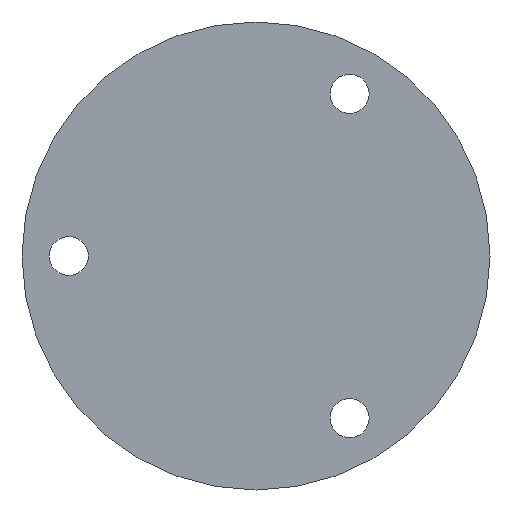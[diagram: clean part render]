
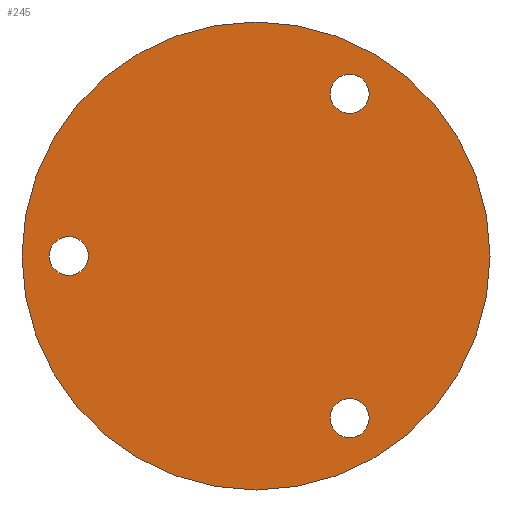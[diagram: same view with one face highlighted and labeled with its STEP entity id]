
A CAD part, front view. The second image highlights one B-rep face of the part: STEP entity #245.
In plain terms, the highlighted planar face has unit normal (0, -1, 0).
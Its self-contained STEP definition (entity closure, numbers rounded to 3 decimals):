
#13 = AXIS2_PLACEMENT_3D ( 'NONE', #261, #1256, #1114 ) ;
#35 = EDGE_CURVE ( 'NONE', #647, #809, #461, .T. ) ;
#41 = EDGE_CURVE ( 'NONE', #601, #320, #294, .T. ) ;
#45 = CARTESIAN_POINT ( 'NONE',  ( 0., -17.75, -75. ) ) ;
#56 = EDGE_CURVE ( 'NONE', #1168, #852, #254, .T. ) ;
#59 = EDGE_CURVE ( 'NONE', #338, #1080, #272, .T. ) ;
#69 = CIRCLE ( 'NONE', #232, 75. ) ;
#87 = FACE_BOUND ( 'NONE', #431, .T. ) ;
#89 = FACE_BOUND ( 'NONE', #391, .T. ) ;
#91 = FACE_BOUND ( 'NONE', #451, .T. ) ;
#105 = FACE_OUTER_BOUND ( 'NONE', #509, .T. ) ;
#227 = ORIENTED_EDGE ( 'NONE', *, *, #283, .T. ) ;
#232 = AXIS2_PLACEMENT_3D ( 'NONE', #1039, #1037, #1030 ) ;
#245 = ADVANCED_FACE ( 'NONE', ( #105, #89, #91, #87 ), #1091, .F. ) ;
#254 = CIRCLE ( 'NONE', #1131, 6.25 ) ;
#261 = CARTESIAN_POINT ( 'NONE',  ( -60., -17.75, 0. ) ) ;
#265 = CIRCLE ( 'NONE', #13, 6.25 ) ;
#272 = CIRCLE ( 'NONE', #631, 6.25 ) ;
#283 = EDGE_CURVE ( 'NONE', #809, #647, #69, .T. ) ;
#294 = CIRCLE ( 'NONE', #438, 6.25 ) ;
#320 = VERTEX_POINT ( 'NONE', #1009 ) ;
#338 = VERTEX_POINT ( 'NONE', #1004 ) ;
#391 = EDGE_LOOP ( 'NONE', ( #770, #776 ) ) ;
#398 = CARTESIAN_POINT ( 'NONE',  ( 30., -17.75, -45.712 ) ) ;
#431 = EDGE_LOOP ( 'NONE', ( #796, #797 ) ) ;
#436 = CARTESIAN_POINT ( 'NONE',  ( 0., -17.75, 75. ) ) ;
#438 = AXIS2_PLACEMENT_3D ( 'NONE', #666, #651, #733 ) ;
#451 = EDGE_LOOP ( 'NONE', ( #778, #785 ) ) ;
#461 = CIRCLE ( 'NONE', #706, 75. ) ;
#467 = CARTESIAN_POINT ( 'NONE',  ( 30., -17.75, 58.212 ) ) ;
#502 = DIRECTION ( 'NONE',  ( 0., 0., -1. ) ) ;
#509 = EDGE_LOOP ( 'NONE', ( #227, #592 ) ) ;
#511 = DIRECTION ( 'NONE',  ( 0., -1., 0. ) ) ;
#535 = EDGE_CURVE ( 'NONE', #1080, #338, #1191, .T. ) ;
#552 = CARTESIAN_POINT ( 'NONE',  ( 30., -17.75, 51.962 ) ) ;
#578 = CARTESIAN_POINT ( 'NONE',  ( -60., -17.75, -6.25 ) ) ;
#592 = ORIENTED_EDGE ( 'NONE', *, *, #35, .T. ) ;
#595 = CIRCLE ( 'NONE', #1111, 6.25 ) ;
#601 = VERTEX_POINT ( 'NONE', #578 ) ;
#607 = DIRECTION ( 'NONE',  ( 0., 0., -1. ) ) ;
#617 = DIRECTION ( 'NONE',  ( 0., 0., -1. ) ) ;
#629 = DIRECTION ( 'NONE',  ( 0., -1., 0. ) ) ;
#631 = AXIS2_PLACEMENT_3D ( 'NONE', #552, #511, #607 ) ;
#647 = VERTEX_POINT ( 'NONE', #436 ) ;
#651 = DIRECTION ( 'NONE',  ( 0., -1., 0. ) ) ;
#666 = CARTESIAN_POINT ( 'NONE',  ( -60., -17.75, 0. ) ) ;
#688 = DIRECTION ( 'NONE',  ( 0., 0., -1. ) ) ;
#693 = DIRECTION ( 'NONE',  ( 0., -1., 0. ) ) ;
#696 = CARTESIAN_POINT ( 'NONE',  ( 30., -17.75, 51.962 ) ) ;
#706 = AXIS2_PLACEMENT_3D ( 'NONE', #784, #772, #787 ) ;
#728 = AXIS2_PLACEMENT_3D ( 'NONE', #696, #693, #688 ) ;
#733 = DIRECTION ( 'NONE',  ( 0., 0., -1. ) ) ;
#734 = CARTESIAN_POINT ( 'NONE',  ( 30., -17.75, -58.212 ) ) ;
#770 = ORIENTED_EDGE ( 'NONE', *, *, #41, .F. ) ;
#772 = DIRECTION ( 'NONE',  ( 0., -1., 0. ) ) ;
#776 = ORIENTED_EDGE ( 'NONE', *, *, #1083, .F. ) ;
#778 = ORIENTED_EDGE ( 'NONE', *, *, #56, .F. ) ;
#784 = CARTESIAN_POINT ( 'NONE',  ( 0., -17.75, 0. ) ) ;
#785 = ORIENTED_EDGE ( 'NONE', *, *, #1243, .F. ) ;
#787 = DIRECTION ( 'NONE',  ( 0., 0., -1. ) ) ;
#796 = ORIENTED_EDGE ( 'NONE', *, *, #59, .F. ) ;
#797 = ORIENTED_EDGE ( 'NONE', *, *, #535, .F. ) ;
#809 = VERTEX_POINT ( 'NONE', #45 ) ;
#852 = VERTEX_POINT ( 'NONE', #398 ) ;
#906 = CARTESIAN_POINT ( 'NONE',  ( 30., -17.75, -51.962 ) ) ;
#960 = AXIS2_PLACEMENT_3D ( 'NONE', #1088, #1165, #1074 ) ;
#1004 = CARTESIAN_POINT ( 'NONE',  ( 30., -17.75, 45.712 ) ) ;
#1009 = CARTESIAN_POINT ( 'NONE',  ( -60., -17.75, 6.25 ) ) ;
#1030 = DIRECTION ( 'NONE',  ( 0., 0., -1. ) ) ;
#1037 = DIRECTION ( 'NONE',  ( 0., -1., 0. ) ) ;
#1039 = CARTESIAN_POINT ( 'NONE',  ( 0., -17.75, 0. ) ) ;
#1074 = DIRECTION ( 'NONE',  ( 0., 0., 1. ) ) ;
#1080 = VERTEX_POINT ( 'NONE', #467 ) ;
#1083 = EDGE_CURVE ( 'NONE', #320, #601, #265, .T. ) ;
#1088 = CARTESIAN_POINT ( 'NONE',  ( -75., -17.75, 0. ) ) ;
#1091 = PLANE ( 'NONE',  #960 ) ;
#1107 = CARTESIAN_POINT ( 'NONE',  ( 30., -17.75, -51.962 ) ) ;
#1111 = AXIS2_PLACEMENT_3D ( 'NONE', #906, #1189, #502 ) ;
#1114 = DIRECTION ( 'NONE',  ( 0., 0., -1. ) ) ;
#1131 = AXIS2_PLACEMENT_3D ( 'NONE', #1107, #629, #617 ) ;
#1165 = DIRECTION ( 'NONE',  ( 0., 1., 0. ) ) ;
#1168 = VERTEX_POINT ( 'NONE', #734 ) ;
#1189 = DIRECTION ( 'NONE',  ( 0., -1., 0. ) ) ;
#1191 = CIRCLE ( 'NONE', #728, 6.25 ) ;
#1243 = EDGE_CURVE ( 'NONE', #852, #1168, #595, .T. ) ;
#1256 = DIRECTION ( 'NONE',  ( 0., -1., 0. ) ) ;
